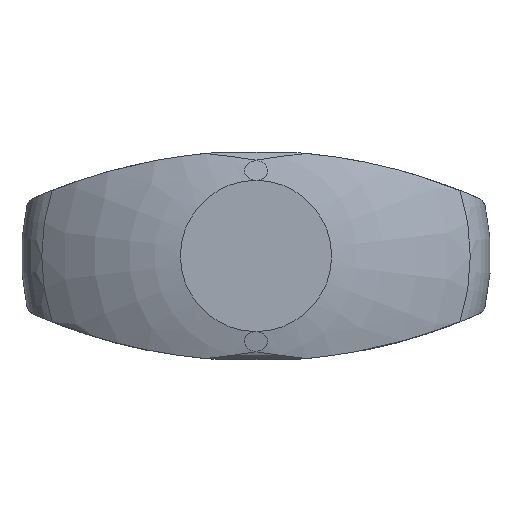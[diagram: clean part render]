
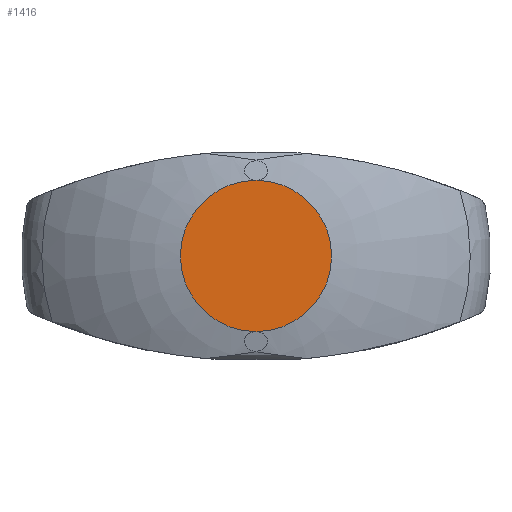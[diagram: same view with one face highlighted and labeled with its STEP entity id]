
A CAD part, top view. The second image highlights one B-rep face of the part: STEP entity #1416.
In plain terms, the highlighted planar face has unit normal (0, 0, 1).
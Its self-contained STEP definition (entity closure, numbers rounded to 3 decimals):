
#1040=VERTEX_POINT('',#2384);
#1246=EDGE_CURVE('',#1040,#1490,#2610,.T.);
#1416=ADVANCED_FACE('',(#2796),#2797,.T.);
#1490=VERTEX_POINT('',#2880);
#1942=EDGE_CURVE('',#1490,#1040,#3368,.T.);
#2384=CARTESIAN_POINT('',(0.0,-5.8,31.));
#2610=CIRCLE('',#5074,5.8);
#2796=FACE_OUTER_BOUND('',#5604,.T.);
#2797=PLANE('',#5605);
#2880=CARTESIAN_POINT('',(0.0,5.8,31.));
#3368=CIRCLE('',#7205,5.8);
#5074=AXIS2_PLACEMENT_3D('',#8010,#8011,#8012);
#5604=EDGE_LOOP('',(#8212,#8213));
#5605=AXIS2_PLACEMENT_3D('',#8214,#8215,#8216);
#7205=AXIS2_PLACEMENT_3D('',#8803,#8804,#8805);
#8010=CARTESIAN_POINT('',(0.0,0.,31.0));
#8011=DIRECTION('',(-0.0,0.,-1.0));
#8012=DIRECTION('',(-1.0,0.0,0.0));
#8212=ORIENTED_EDGE('',*,*,#1246,.F.);
#8213=ORIENTED_EDGE('',*,*,#1942,.F.);
#8214=CARTESIAN_POINT('',(-2.9,0.,31.0));
#8215=DIRECTION('',(-0.0,0.,1.0));
#8216=DIRECTION('',(1.0,0.0,0.0));
#8803=CARTESIAN_POINT('',(0.0,0.,31.0));
#8804=DIRECTION('',(-0.0,0.,-1.0));
#8805=DIRECTION('',(-1.0,0.0,0.0));
